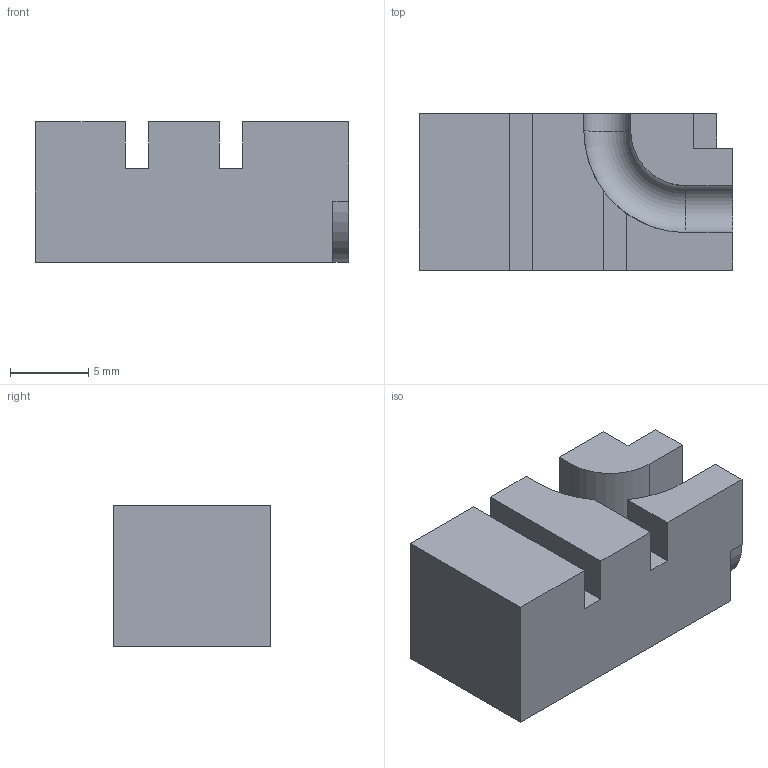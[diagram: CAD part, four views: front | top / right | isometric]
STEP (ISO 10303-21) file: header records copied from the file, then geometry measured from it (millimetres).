
FILE_DESCRIPTION(/* description */ (''),/* implementation_level */ '2;1');
FILE_NAME(/* name */ 'eDP Hinge Guide.step',/* time_stamp */ '2024-02-20T00:43:49-08:00',/* author */ (''),/* organization */ (''),/* preprocessor_version */ 'ST-DEVELOPER v20',/* originating_system */ 'Autodesk Translation Framework v12.20.1.177',/* authorisation */ '');
FILE_SCHEMA (('AUTOMOTIVE_DESIGN { 1 0 10303 214 3 1 1 }'));
Length unit declared in the file: millimetre
Products named in the file (1): eDP Cable Retainer
Bounding box: 20 x 10 x 9 mm (x, y, z)
Volume: 1478.1 mm3; surface area: 1101.3 mm2
Topology: 1 solids, 1 shells, 30 faces, 79 edges, 51 vertices
Faces by surface type: plane 24, cylinder 5, torus 1
Entity records: 949 total; most frequent: CARTESIAN_POINT 161, ORIENTED_EDGE 158, DIRECTION 154, EDGE_CURVE 79, LINE 66, VECTOR 66, VERTEX_POINT 51, AXIS2_PLACEMENT_3D 44
